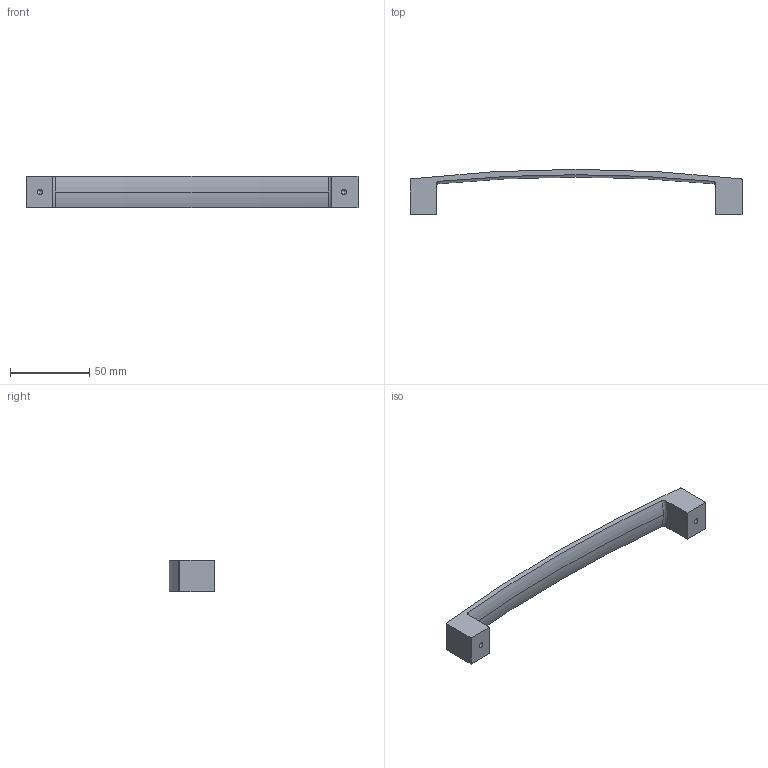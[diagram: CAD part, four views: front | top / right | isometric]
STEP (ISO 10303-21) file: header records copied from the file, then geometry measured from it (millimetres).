
FILE_DESCRIPTION (( 'STEP AP214' ), '1' );
FILE_NAME ('F001759,F001764,F001769,F001774_3D.step', '2022-06-10T07:04:41', ( '' ), ( '' ), 'SwSTEP 2.0', 'SolidWorks 2020', '' );
FILE_SCHEMA (( 'AUTOMOTIVE_DESIGN' ));
Length unit declared in the file: millimetre
Products named in the file (1): F001759,F001764,F001769,F001774_3D
Bounding box: 209.6 x 28.6 x 20.2 mm (x, y, z)
Volume: 31188.1 mm3; surface area: 13268.2 mm2
Topology: 1 solids, 1 shells, 23 faces, 59 edges, 36 vertices
Faces by surface type: plane 8, cylinder 7, cone 4, torus 2, bspline 2
Entity records: 890 total; most frequent: CARTESIAN_POINT 285, ORIENTED_EDGE 110, DIRECTION 106, EDGE_CURVE 55, AXIS2_PLACEMENT_3D 39, VERTEX_POINT 36, VECTOR 28, LINE 28
